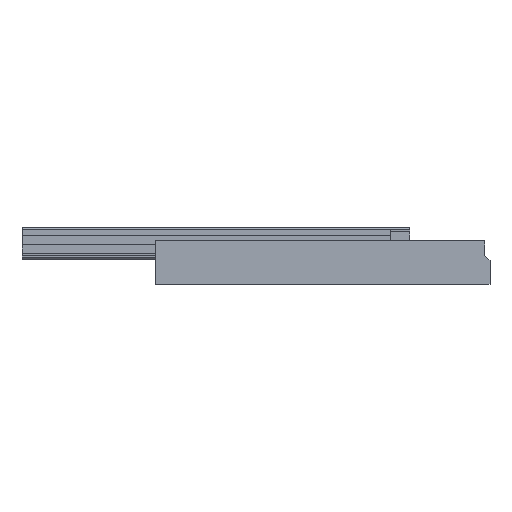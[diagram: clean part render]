
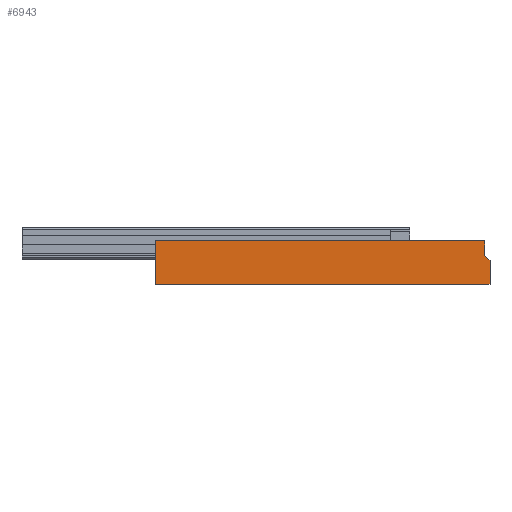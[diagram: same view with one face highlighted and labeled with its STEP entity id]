
A CAD part, front view. The second image highlights one B-rep face of the part: STEP entity #6943.
In plain terms, the highlighted planar face has unit normal (0, -1, 0).
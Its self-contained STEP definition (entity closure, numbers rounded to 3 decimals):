
#257 = CARTESIAN_POINT ( 'NONE',  ( 315., 0., 27.5 ) ) ;
#366 = ORIENTED_EDGE ( 'NONE', *, *, #2224, .F. ) ;
#494 = DIRECTION ( 'NONE',  ( 0., 0., -1. ) ) ;
#740 = VECTOR ( 'NONE', #494, 1000. ) ;
#1037 = VERTEX_POINT ( 'NONE', #5134 ) ;
#1284 = VECTOR ( 'NONE', #4465, 1000. ) ;
#1602 = FACE_OUTER_BOUND ( 'NONE', #7050, .T. ) ;
#1786 = VERTEX_POINT ( 'NONE', #6153 ) ;
#1810 = DIRECTION ( 'NONE',  ( 0., 0., 1. ) ) ;
#2188 = CARTESIAN_POINT ( 'NONE',  ( 315., 0., 41.5 ) ) ;
#2224 = EDGE_CURVE ( 'NONE', #7892, #8583, #2958, .T. ) ;
#2272 = DIRECTION ( 'NONE',  ( 0., 0., -1. ) ) ;
#2381 = CARTESIAN_POINT ( 'NONE',  ( 320., 0., 0. ) ) ;
#2663 = LINE ( 'NONE', #7260, #8520 ) ;
#2806 = EDGE_CURVE ( 'NONE', #1037, #3513, #8383, .T. ) ;
#2874 = EDGE_CURVE ( 'NONE', #8583, #6375, #2947, .T. ) ;
#2947 = LINE ( 'NONE', #5120, #4439 ) ;
#2950 = CARTESIAN_POINT ( 'NONE',  ( 315., 0., 41.5 ) ) ;
#2958 = LINE ( 'NONE', #2188, #6056 ) ;
#3109 = CARTESIAN_POINT ( 'NONE',  ( 320., 0., 41.5 ) ) ;
#3209 = AXIS2_PLACEMENT_3D ( 'NONE', #3719, #6464, #1810 ) ;
#3368 = EDGE_CURVE ( 'NONE', #1786, #3513, #2663, .T. ) ;
#3456 = PLANE ( 'NONE',  #3209 ) ;
#3513 = VERTEX_POINT ( 'NONE', #3541 ) ;
#3541 = CARTESIAN_POINT ( 'NONE',  ( 0., 0., 0. ) ) ;
#3719 = CARTESIAN_POINT ( 'NONE',  ( 320., 0., 41.5 ) ) ;
#3777 = DIRECTION ( 'NONE',  ( 0.707, 0., -0.707 ) ) ;
#3778 = CARTESIAN_POINT ( 'NONE',  ( 320., 0., 41.5 ) ) ;
#4439 = VECTOR ( 'NONE', #3777, 1000. ) ;
#4465 = DIRECTION ( 'NONE',  ( -1., 0., 0. ) ) ;
#4467 = LINE ( 'NONE', #3778, #740 ) ;
#5120 = CARTESIAN_POINT ( 'NONE',  ( 310.5, 0., 32. ) ) ;
#5134 = CARTESIAN_POINT ( 'NONE',  ( 320., 0., 0. ) ) ;
#5140 = ORIENTED_EDGE ( 'NONE', *, *, #7961, .F. ) ;
#5243 = ORIENTED_EDGE ( 'NONE', *, *, #2806, .F. ) ;
#5586 = VECTOR ( 'NONE', #7774, 1000. ) ;
#5885 = DIRECTION ( 'NONE',  ( 0., 0., -1. ) ) ;
#6056 = VECTOR ( 'NONE', #2272, 1000. ) ;
#6153 = CARTESIAN_POINT ( 'NONE',  ( 0., 0., 41.5 ) ) ;
#6375 = VERTEX_POINT ( 'NONE', #7314 ) ;
#6464 = DIRECTION ( 'NONE',  ( 0., 1., 0. ) ) ;
#6612 = EDGE_CURVE ( 'NONE', #7892, #1786, #7818, .T. ) ;
#6943 = ADVANCED_FACE ( 'NONE', ( #1602 ), #3456, .F. ) ;
#7050 = EDGE_LOOP ( 'NONE', ( #366, #7986, #8471, #5243, #5140, #8468 ) ) ;
#7260 = CARTESIAN_POINT ( 'NONE',  ( 0., 0., 41.5 ) ) ;
#7314 = CARTESIAN_POINT ( 'NONE',  ( 320., 0., 22.5 ) ) ;
#7774 = DIRECTION ( 'NONE',  ( -1., 0., 0. ) ) ;
#7818 = LINE ( 'NONE', #3109, #1284 ) ;
#7892 = VERTEX_POINT ( 'NONE', #2950 ) ;
#7961 = EDGE_CURVE ( 'NONE', #6375, #1037, #4467, .T. ) ;
#7986 = ORIENTED_EDGE ( 'NONE', *, *, #6612, .T. ) ;
#8383 = LINE ( 'NONE', #2381, #5586 ) ;
#8468 = ORIENTED_EDGE ( 'NONE', *, *, #2874, .F. ) ;
#8471 = ORIENTED_EDGE ( 'NONE', *, *, #3368, .T. ) ;
#8520 = VECTOR ( 'NONE', #5885, 1000. ) ;
#8583 = VERTEX_POINT ( 'NONE', #257 ) ;
